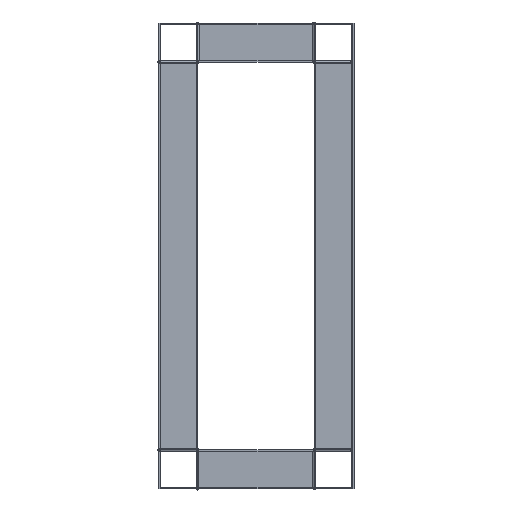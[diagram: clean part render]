
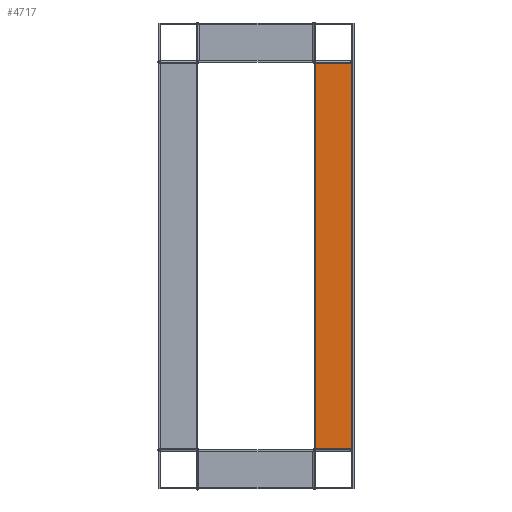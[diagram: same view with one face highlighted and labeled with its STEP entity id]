
A CAD part, left-side view. The second image highlights one B-rep face of the part: STEP entity #4717.
In plain terms, the highlighted face is planar.
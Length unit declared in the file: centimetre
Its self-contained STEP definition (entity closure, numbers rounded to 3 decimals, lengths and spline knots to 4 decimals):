
#3161=VERTEX_POINT('',#6147);
#3162=VERTEX_POINT('',#6148);
#3163=VERTEX_POINT('',#6150);
#3164=VERTEX_POINT('',#6152);
#3359=VECTOR('',#5284,1.);
#3360=VECTOR('',#5285,1.);
#3361=VECTOR('',#5286,1.);
#3362=VECTOR('',#5287,1.);
#3443=LINE('',#6146,#3359);
#3444=LINE('',#6149,#3360);
#3445=LINE('',#6151,#3361);
#3446=LINE('',#6153,#3362);
#3527=EDGE_CURVE('',#3161,#3162,#3443,.T.);
#3528=EDGE_CURVE('',#3163,#3162,#3444,.T.);
#3529=EDGE_CURVE('',#3163,#3164,#3445,.T.);
#3530=EDGE_CURVE('',#3164,#3161,#3446,.T.);
#3785=ORIENTED_EDGE('',*,*,#3527,.T.);
#3786=ORIENTED_EDGE('',*,*,#3528,.F.);
#3787=ORIENTED_EDGE('',*,*,#3529,.T.);
#3788=ORIENTED_EDGE('',*,*,#3530,.T.);
#4133=EDGE_LOOP('',(#3785,#3786,#3787,#3788));
#4427=FACE_BOUND('',#4133,.T.);
#4717=ADVANCED_FACE('',(#4427),#6718,.T.);
#4828=AXIS2_PLACEMENT_3D('',#6145,#5283,$);
#5283=DIRECTION('',(0.,0.,1.));
#5284=DIRECTION('',(-1.,0.,0.));
#5285=DIRECTION('',(0.,1.,0.));
#5286=DIRECTION('',(1.,0.,0.));
#5287=DIRECTION('',(0.,1.,0.));
#6145=CARTESIAN_POINT('',(-2.5354,0.,2.5446));
#6146=CARTESIAN_POINT('',(-7.6154,101.6,2.5446));
#6147=CARTESIAN_POINT('',(2.5446,101.6,2.5446));
#6148=CARTESIAN_POINT('',(-7.6154,101.6,2.5446));
#6149=CARTESIAN_POINT('',(-7.6154,0.,2.5446));
#6150=CARTESIAN_POINT('',(-7.6154,0.,2.5446));
#6151=CARTESIAN_POINT('',(-7.6154,0.,2.5446));
#6152=CARTESIAN_POINT('',(2.5446,0.,2.5446));
#6153=CARTESIAN_POINT('',(2.5446,0.,2.5446));
#6718=PLANE('',#4828);
